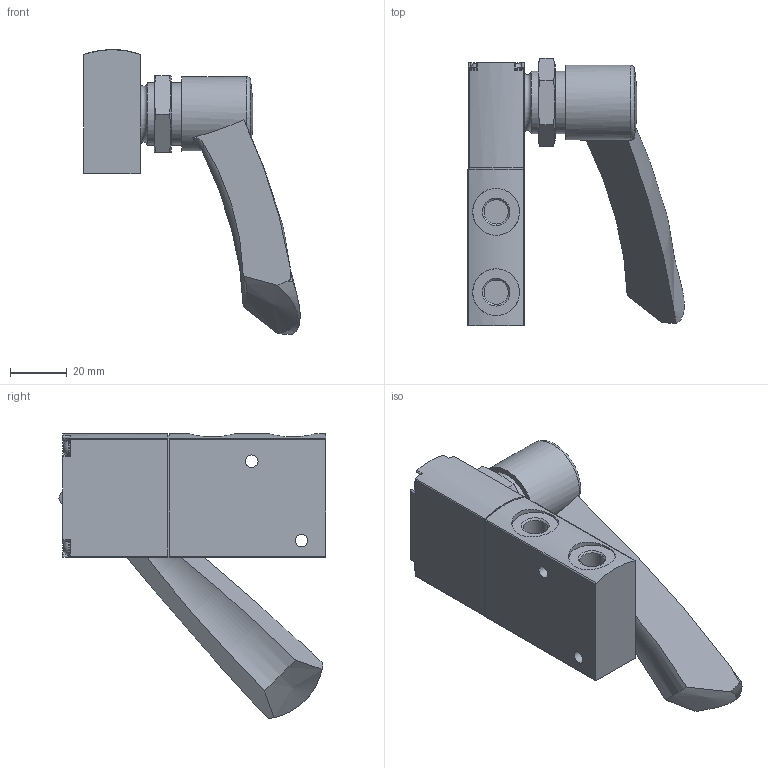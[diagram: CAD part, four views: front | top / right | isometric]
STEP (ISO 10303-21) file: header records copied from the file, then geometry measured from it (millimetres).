
FILE_DESCRIPTION(/* description */ ('STEP AP214'),/* implementation_level */ '2;1');
FILE_NAME(/* name */ '4165853_VHEF-HST-M32-M-G18',/* time_stamp */ '2024-09-12T16:54:33+02:00',/* author */ ('License CC BY-ND 4.0'),/* organization */ ('CADENAS'),/* preprocessor_version */ 'ST-DEVELOPER v19.3',/* originating_system */ 'PARTsolutions',/* authorisation */ ' ');
FILE_SCHEMA (('AUTOMOTIVE_DESIGN {1 0 10303 214 3 1 1}'));
Length unit declared in the file: millimetre
Products named in the file (5): 4165853 VHEF-HST-M32-M-G18; 3411726 VXEF-XTCZ-M32-M-G18_valve---(7); 3799445 VHEF; 3980887 VHEF-HS (l); 337143 VAL-1/8-10 M22X1.5-6-27
Assembly tree (4 placements, depth 2):
  4165853 VHEF-HST-M32-M-G18
    3411726 VXEF-XTCZ-M32-M-G18_valve---(7)
    3799445 VHEF
    3980887 VHEF-HS (l)
    337143 VAL-1/8-10 M22X1.5-6-27
Bounding box: 76.22 x 94.09 x 100.29 mm (x, y, z)
Volume: 112524.7 mm3; surface area: 32376.7 mm2
Topology: 4 solids, 4 shells, 231 faces, 559 edges, 366 vertices
Faces by surface type: cylinder 110, plane 80, cone 21, torus 19, sphere 1
Full cylindrical faces by diameter (mm): 2.459 x4, 3 x4, 4.4 x2, 6.8 x4, 8.566 x3, 9.7 x1, 16.5 x2, 17.1 x1, 20.376 x1, 22 x1, 22.6 x1, 26.4 x1
Entity records: 6904 total; most frequent: CARTESIAN_POINT 1200, DIRECTION 1194, ORIENTED_EDGE 958, AXIS2_PLACEMENT_3D 503, EDGE_CURVE 479, VERTEX_POINT 352, FACE_BOUND 333, EDGE_LOOP 329
